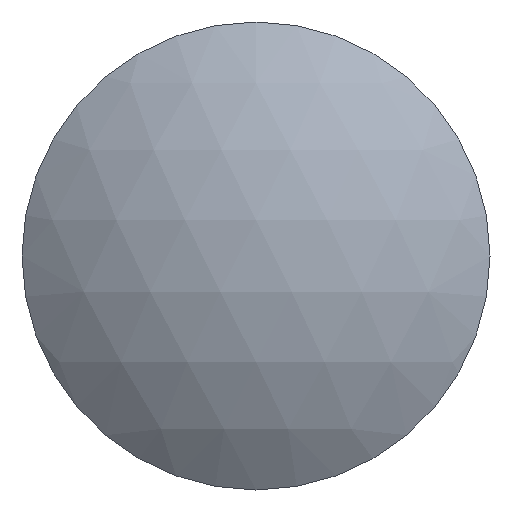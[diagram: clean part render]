
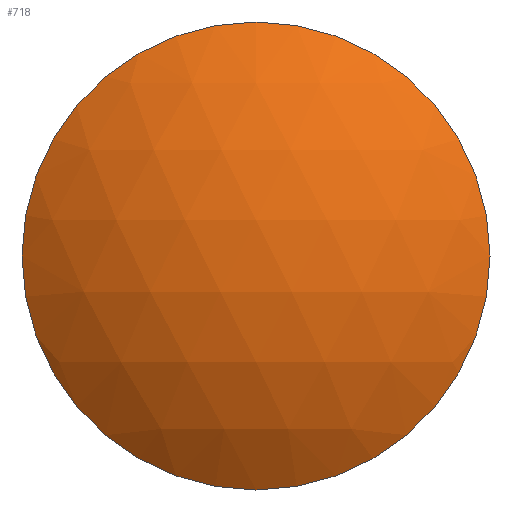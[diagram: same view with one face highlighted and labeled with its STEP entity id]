
A CAD part, left-side view. The second image highlights one B-rep face of the part: STEP entity #718.
In plain terms, the highlighted spherical face has radius 20 mm.
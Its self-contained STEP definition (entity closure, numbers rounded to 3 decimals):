
#46 = DIRECTION ( 'NONE',  ( 0., 0., -1. ) ) ;
#134 = DIRECTION ( 'NONE',  ( 0., 1., 0. ) ) ;
#192 = DIRECTION ( 'NONE',  ( 0., -1., 0. ) ) ;
#228 = CARTESIAN_POINT ( 'NONE',  ( -1., 12., 0. ) ) ;
#262 = SPHERICAL_SURFACE ( 'NONE', #1133, 20. ) ;
#267 = CARTESIAN_POINT ( 'NONE',  ( 15., 0., 0. ) ) ;
#463 = ORIENTED_EDGE ( 'NONE', *, *, #1009, .F. ) ;
#478 = CIRCLE ( 'NONE', #617, 12. ) ;
#617 = AXIS2_PLACEMENT_3D ( 'NONE', #1107, #676, #134 ) ;
#675 = VERTEX_POINT ( 'NONE', #228 ) ;
#676 = DIRECTION ( 'NONE',  ( 1., 0., 0. ) ) ;
#718 = ADVANCED_FACE ( 'NONE', ( #847 ), #262, .T. ) ;
#746 = EDGE_LOOP ( 'NONE', ( #463 ) ) ;
#847 = FACE_OUTER_BOUND ( 'NONE', #746, .T. ) ;
#1009 = EDGE_CURVE ( 'NONE', #675, #675, #478, .T. ) ;
#1107 = CARTESIAN_POINT ( 'NONE',  ( -1., 0., 0. ) ) ;
#1133 = AXIS2_PLACEMENT_3D ( 'NONE', #267, #46, #192 ) ;
